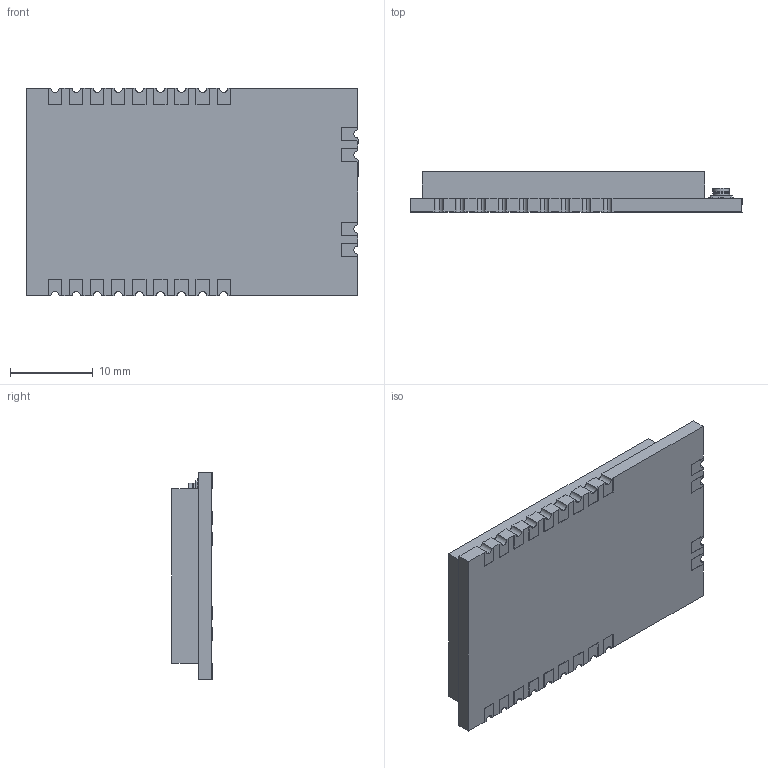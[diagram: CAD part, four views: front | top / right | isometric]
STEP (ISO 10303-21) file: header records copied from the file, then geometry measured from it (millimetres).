
FILE_DESCRIPTION (( 'STEP AP214' ), '1' );
FILE_NAME ('E19-868M30S.STEP', '2018-05-19T16:03:18', ( '' ), ( '' ), 'SwSTEP 2.0', 'SolidWorks 2017', '' );
FILE_SCHEMA (( 'AUTOMOTIVE_DESIGN' ));
Length unit declared in the file: millimetre
Products named in the file (3): u.Fl Antenna Connector - 523-A-1JB; E19L; E19-868M30S
Assembly tree (2 placements, depth 2):
  E19-868M30S
    E19L
    u.Fl Antenna Connector - 523-A-1JB
Bounding box: 40 x 4.89 x 25 mm (x, y, z)
Volume: 3913.1 mm3; surface area: 2614.3 mm2
Topology: 6 solids, 6 shells, 287 faces, 791 edges, 520 vertices
Faces by surface type: plane 184, cylinder 91, torus 6, cone 6
Entity records: 12215 total; most frequent: CARTESIAN_POINT 1615, ORIENTED_EDGE 1582, DIRECTION 1561, EDGE_CURVE 791, LINE 597, VECTOR 597, VERTEX_POINT 520, AXIS2_PLACEMENT_3D 482
